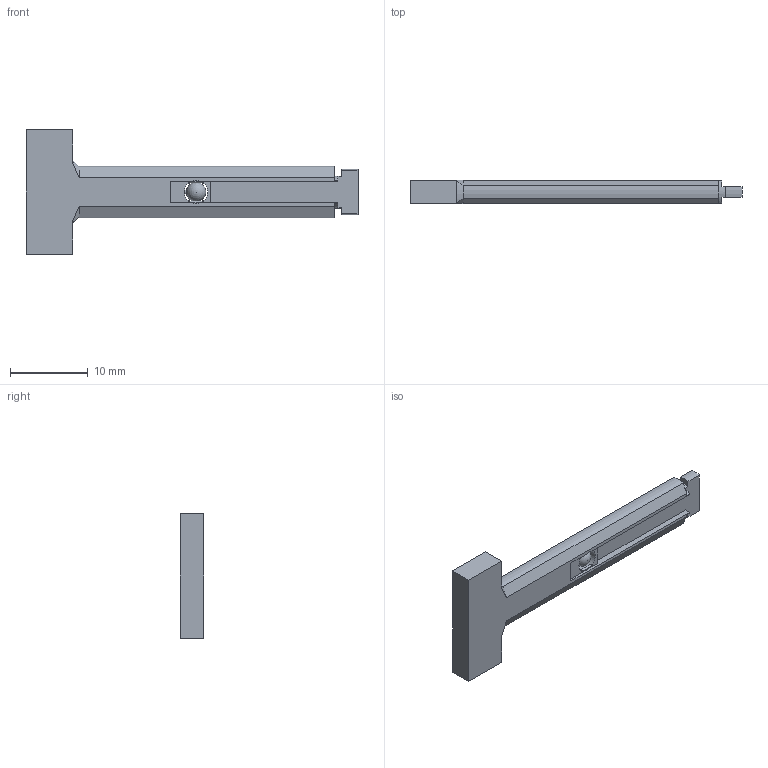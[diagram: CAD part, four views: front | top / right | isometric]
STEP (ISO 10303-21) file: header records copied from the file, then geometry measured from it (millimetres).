
FILE_DESCRIPTION(/* description */ (''),/* implementation_level */ '2;1');
FILE_NAME(/* name */ 'protec blank with bearing.step',/* time_stamp */ '2024-09-24T12:04:47+02:00',/* author */ (''),/* organization */ (''),/* preprocessor_version */ 'ST-DEVELOPER v20',/* originating_system */ 'Autodesk Translation Framework v13.20.0.188',/* authorisation */ '');
FILE_SCHEMA (('AUTOMOTIVE_DESIGN { 1 0 10303 214 3 1 1 }'));
Length unit declared in the file: millimetre
Products named in the file (1): protec²
Bounding box: 42.57 x 2.95 x 15.9 mm (x, y, z)
Volume: 801.5 mm3; surface area: 1010.8 mm2
Topology: 1 solids, 1 shells, 79 faces, 222 edges, 144 vertices
Faces by surface type: plane 52, cylinder 16, bspline 8, cone 2, sphere 1
Full cylindrical faces by diameter (mm): 0.6 x1, 3 x1
Entity records: 2817 total; most frequent: CARTESIAN_POINT 763, ORIENTED_EDGE 440, DIRECTION 403, EDGE_CURVE 220, VERTEX_POINT 144, LINE 135, VECTOR 135, AXIS2_PLACEMENT_3D 134
